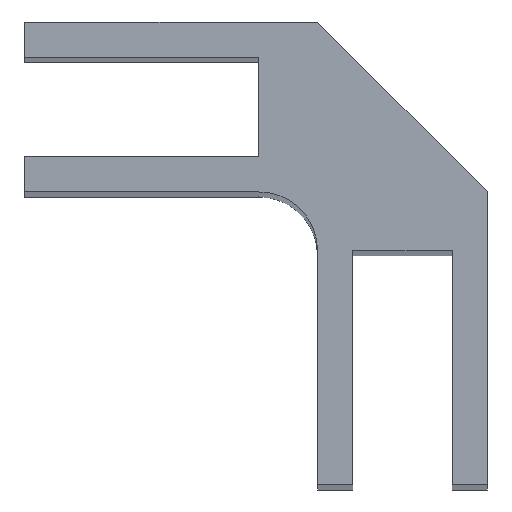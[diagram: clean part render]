
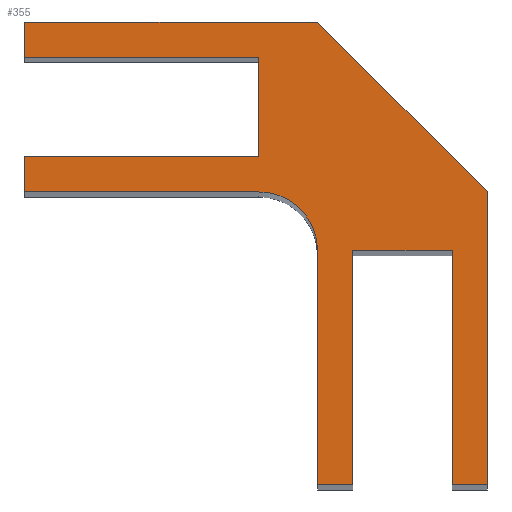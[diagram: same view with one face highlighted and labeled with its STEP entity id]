
A CAD part, top view. The second image highlights one B-rep face of the part: STEP entity #355.
In plain terms, the highlighted planar face has unit normal (0, 0, 1).
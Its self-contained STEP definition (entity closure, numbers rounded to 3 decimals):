
#30=PLANE('',#389);
#48=FACE_OUTER_BOUND('',#66,.T.);
#66=EDGE_LOOP('',(#306,#307,#308,#309,#310,#311,#312,#313,#314,#315,#316,
#317,#318,#319,#320,#321));
#72=LINE('',#494,#118);
#75=LINE('',#502,#121);
#78=LINE('',#508,#124);
#81=LINE('',#514,#127);
#84=LINE('',#520,#130);
#87=LINE('',#526,#133);
#90=LINE('',#532,#136);
#93=LINE('',#536,#139);
#94=LINE('',#539,#140);
#98=LINE('',#547,#144);
#101=LINE('',#553,#147);
#104=LINE('',#559,#150);
#107=LINE('',#565,#153);
#110=LINE('',#571,#156);
#113=LINE('',#575,#159);
#118=VECTOR('',#405,10.);
#121=VECTOR('',#410,10.);
#124=VECTOR('',#415,10.);
#127=VECTOR('',#420,10.);
#130=VECTOR('',#425,10.);
#133=VECTOR('',#430,10.);
#136=VECTOR('',#435,10.);
#139=VECTOR('',#440,10.);
#140=VECTOR('',#443,10.);
#144=VECTOR('',#449,10.);
#147=VECTOR('',#454,10.);
#150=VECTOR('',#459,10.);
#153=VECTOR('',#464,10.);
#156=VECTOR('',#469,10.);
#159=VECTOR('',#474,10.);
#161=CIRCLE('',#373,5.);
#164=VERTEX_POINT('',#484);
#165=VERTEX_POINT('',#486);
#167=VERTEX_POINT('',#492);
#170=VERTEX_POINT('',#499);
#171=VERTEX_POINT('',#501);
#173=VERTEX_POINT('',#507);
#175=VERTEX_POINT('',#513);
#177=VERTEX_POINT('',#519);
#179=VERTEX_POINT('',#525);
#181=VERTEX_POINT('',#531);
#182=VERTEX_POINT('',#538);
#185=VERTEX_POINT('',#546);
#187=VERTEX_POINT('',#552);
#189=VERTEX_POINT('',#558);
#191=VERTEX_POINT('',#564);
#193=VERTEX_POINT('',#570);
#196=EDGE_CURVE('',#164,#165,#161,.T.);
#200=EDGE_CURVE('',#164,#167,#72,.T.);
#203=EDGE_CURVE('',#171,#170,#75,.T.);
#206=EDGE_CURVE('',#173,#171,#78,.T.);
#209=EDGE_CURVE('',#175,#173,#81,.T.);
#212=EDGE_CURVE('',#177,#175,#84,.T.);
#215=EDGE_CURVE('',#179,#177,#87,.T.);
#218=EDGE_CURVE('',#181,#179,#90,.T.);
#221=EDGE_CURVE('',#167,#181,#93,.T.);
#222=EDGE_CURVE('',#182,#165,#94,.T.);
#226=EDGE_CURVE('',#185,#182,#98,.T.);
#229=EDGE_CURVE('',#187,#185,#101,.T.);
#232=EDGE_CURVE('',#189,#187,#104,.T.);
#235=EDGE_CURVE('',#191,#189,#107,.T.);
#238=EDGE_CURVE('',#193,#191,#110,.T.);
#241=EDGE_CURVE('',#170,#193,#113,.T.);
#306=ORIENTED_EDGE('',*,*,#241,.T.);
#307=ORIENTED_EDGE('',*,*,#238,.T.);
#308=ORIENTED_EDGE('',*,*,#235,.T.);
#309=ORIENTED_EDGE('',*,*,#232,.T.);
#310=ORIENTED_EDGE('',*,*,#229,.T.);
#311=ORIENTED_EDGE('',*,*,#226,.T.);
#312=ORIENTED_EDGE('',*,*,#222,.T.);
#313=ORIENTED_EDGE('',*,*,#196,.F.);
#314=ORIENTED_EDGE('',*,*,#200,.T.);
#315=ORIENTED_EDGE('',*,*,#221,.T.);
#316=ORIENTED_EDGE('',*,*,#218,.T.);
#317=ORIENTED_EDGE('',*,*,#215,.T.);
#318=ORIENTED_EDGE('',*,*,#212,.T.);
#319=ORIENTED_EDGE('',*,*,#209,.T.);
#320=ORIENTED_EDGE('',*,*,#206,.T.);
#321=ORIENTED_EDGE('',*,*,#203,.T.);
#355=ADVANCED_FACE('',(#48),#30,.T.);
#373=AXIS2_PLACEMENT_3D('',#487,#398,#399);
#389=AXIS2_PLACEMENT_3D('',#576,#475,#476);
#398=DIRECTION('center_axis',(0.,0.,1.));
#399=DIRECTION('ref_axis',(0.707,0.707,0.));
#405=DIRECTION('',(0.,-1.,0.));
#410=DIRECTION('',(-0.707,0.707,0.));
#415=DIRECTION('',(0.,1.,0.));
#420=DIRECTION('',(1.,0.,0.));
#425=DIRECTION('',(0.,-1.,0.));
#430=DIRECTION('',(1.,0.,0.));
#435=DIRECTION('',(0.,1.,0.));
#440=DIRECTION('',(1.,0.,0.));
#443=DIRECTION('',(1.,0.,0.));
#449=DIRECTION('',(0.,-1.,0.));
#454=DIRECTION('',(-1.,0.,0.));
#459=DIRECTION('',(0.,-1.,0.));
#464=DIRECTION('',(1.,0.,0.));
#469=DIRECTION('',(0.,-1.,0.));
#474=DIRECTION('',(-1.,0.,0.));
#475=DIRECTION('center_axis',(0.,0.,1.));
#476=DIRECTION('ref_axis',(1.,0.,0.));
#484=CARTESIAN_POINT('',(0.,-5.,250.));
#486=CARTESIAN_POINT('',(-5.,0.,250.));
#487=CARTESIAN_POINT('Origin',(-5.,-5.,250.));
#492=CARTESIAN_POINT('',(0.,-25.,250.));
#494=CARTESIAN_POINT('',(0.,-25.,250.));
#499=CARTESIAN_POINT('',(0.,14.5,250.));
#501=CARTESIAN_POINT('',(14.5,0.,250.));
#502=CARTESIAN_POINT('',(0.,14.5,250.));
#507=CARTESIAN_POINT('',(14.5,-25.,250.));
#508=CARTESIAN_POINT('',(14.5,0.,250.));
#513=CARTESIAN_POINT('',(11.5,-25.,250.));
#514=CARTESIAN_POINT('',(14.5,-25.,250.));
#519=CARTESIAN_POINT('',(11.5,-5.,250.));
#520=CARTESIAN_POINT('',(11.5,-25.,250.));
#525=CARTESIAN_POINT('',(3.,-5.,250.));
#526=CARTESIAN_POINT('',(11.5,-5.,250.));
#531=CARTESIAN_POINT('',(3.,-25.,250.));
#532=CARTESIAN_POINT('',(3.,-5.,250.));
#536=CARTESIAN_POINT('',(3.,-25.,250.));
#538=CARTESIAN_POINT('',(-25.,0.,250.));
#539=CARTESIAN_POINT('',(0.,0.,250.));
#546=CARTESIAN_POINT('',(-25.,3.,250.));
#547=CARTESIAN_POINT('',(-25.,0.,250.));
#552=CARTESIAN_POINT('',(-5.,3.,250.));
#553=CARTESIAN_POINT('',(-25.,3.,250.));
#558=CARTESIAN_POINT('',(-5.,11.5,250.));
#559=CARTESIAN_POINT('',(-5.,3.,250.));
#564=CARTESIAN_POINT('',(-25.,11.5,250.));
#565=CARTESIAN_POINT('',(-5.,11.5,250.));
#570=CARTESIAN_POINT('',(-25.,14.5,250.));
#571=CARTESIAN_POINT('',(-25.,11.5,250.));
#575=CARTESIAN_POINT('',(-25.,14.5,250.));
#576=CARTESIAN_POINT('Origin',(-5.25,-5.25,250.));
